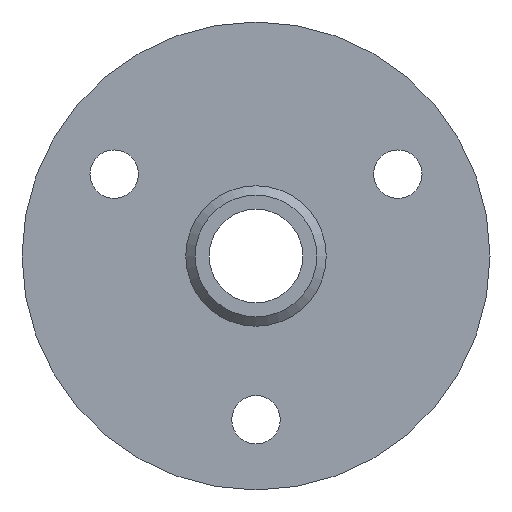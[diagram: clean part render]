
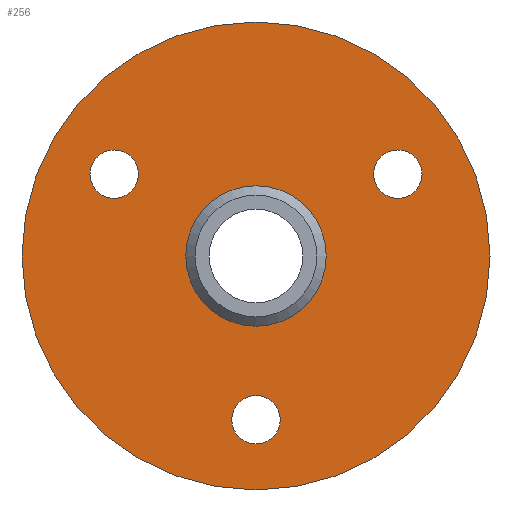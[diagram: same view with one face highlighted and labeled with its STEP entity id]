
A CAD part, front view. The second image highlights one B-rep face of the part: STEP entity #256.
In plain terms, the highlighted planar face has unit normal (0, -1, 0).
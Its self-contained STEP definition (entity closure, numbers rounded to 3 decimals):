
#21=PLANE('',#279);
#31=ORIENTED_EDGE('',*,*,#55,.T.);
#32=ORIENTED_EDGE('',*,*,#57,.T.);
#33=ORIENTED_EDGE('',*,*,#61,.T.);
#34=ORIENTED_EDGE('',*,*,#62,.F.);
#35=ORIENTED_EDGE('',*,*,#59,.T.);
#55=EDGE_CURVE('',#70,#70,#85,.T.);
#57=EDGE_CURVE('',#72,#72,#87,.T.);
#59=EDGE_CURVE('',#74,#74,#89,.T.);
#61=EDGE_CURVE('',#76,#76,#91,.T.);
#62=EDGE_CURVE('',#77,#77,#92,.T.);
#70=VERTEX_POINT('',#356);
#72=VERTEX_POINT('',#361);
#74=VERTEX_POINT('',#366);
#76=VERTEX_POINT('',#371);
#77=VERTEX_POINT('',#373);
#85=CIRCLE('',#271,2.067);
#87=CIRCLE('',#274,2.067);
#89=CIRCLE('',#277,20.);
#91=CIRCLE('',#280,2.067);
#92=CIRCLE('',#281,6.);
#106=EDGE_LOOP('',(#31));
#107=EDGE_LOOP('',(#32));
#108=EDGE_LOOP('',(#33));
#109=EDGE_LOOP('',(#34));
#110=EDGE_LOOP('',(#35));
#136=FACE_BOUND('',#106,.T.);
#137=FACE_BOUND('',#107,.T.);
#138=FACE_BOUND('',#108,.T.);
#139=FACE_BOUND('',#109,.T.);
#140=FACE_BOUND('',#110,.T.);
#256=ADVANCED_FACE('',(#136,#137,#138,#139,#140),#21,.F.);
#271=AXIS2_PLACEMENT_3D('',#355,#301,#302);
#274=AXIS2_PLACEMENT_3D('',#360,#307,#308);
#277=AXIS2_PLACEMENT_3D('',#365,#313,#314);
#279=AXIS2_PLACEMENT_3D('',#369,#317,#318);
#280=AXIS2_PLACEMENT_3D('',#370,#319,#320);
#281=AXIS2_PLACEMENT_3D('',#372,#321,#322);
#301=DIRECTION('',(0.,1.,0.));
#302=DIRECTION('',(0.866,0.,-0.5));
#307=DIRECTION('',(0.,1.,0.));
#308=DIRECTION('',(-0.866,0.,-0.5));
#313=DIRECTION('',(0.,-1.,0.));
#314=DIRECTION('',(0.,0.,-1.));
#317=DIRECTION('',(0.,1.,0.));
#318=DIRECTION('',(0.,0.,1.));
#319=DIRECTION('',(0.,1.,0.));
#320=DIRECTION('',(0.,0.,1.));
#321=DIRECTION('',(0.,-1.,0.));
#322=DIRECTION('',(0.,0.,-1.));
#355=CARTESIAN_POINT('',(-12.124,-102.,7.));
#356=CARTESIAN_POINT('',(-10.334,-102.,5.966));
#360=CARTESIAN_POINT('',(12.124,-102.,7.));
#361=CARTESIAN_POINT('',(10.334,-102.,5.966));
#365=CARTESIAN_POINT('',(0.,-102.,0.));
#366=CARTESIAN_POINT('',(0.,-102.,-20.));
#369=CARTESIAN_POINT('',(0.,-102.,20.));
#370=CARTESIAN_POINT('',(0.,-102.,-14.));
#371=CARTESIAN_POINT('',(0.,-102.,-11.933));
#372=CARTESIAN_POINT('',(0.,-102.,0.));
#373=CARTESIAN_POINT('',(0.,-102.,-6.));
